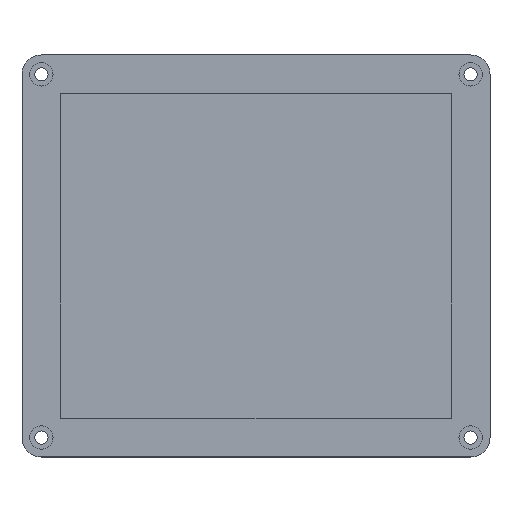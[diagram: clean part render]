
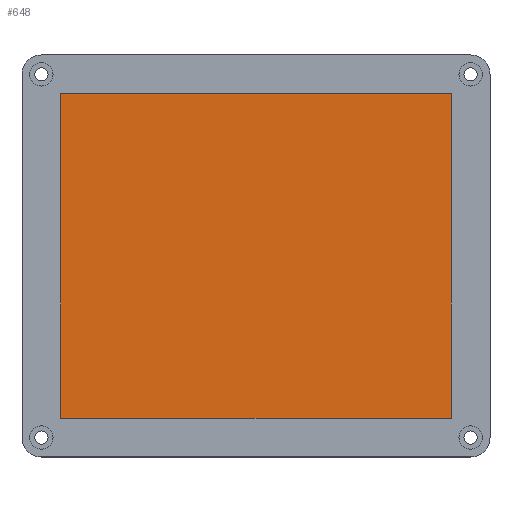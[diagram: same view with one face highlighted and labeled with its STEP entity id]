
A CAD part, top view. The second image highlights one B-rep face of the part: STEP entity #648.
In plain terms, the highlighted planar face has unit normal (0, 0, 1).
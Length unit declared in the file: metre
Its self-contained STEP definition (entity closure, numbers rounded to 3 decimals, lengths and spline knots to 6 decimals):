
#230=ORIENTED_EDGE('',*,*,#300,.F.);
#231=ORIENTED_EDGE('',*,*,#304,.F.);
#232=ORIENTED_EDGE('',*,*,#307,.T.);
#233=ORIENTED_EDGE('',*,*,#309,.T.);
#300=EDGE_CURVE('',#360,#361,#396,.T.);
#304=EDGE_CURVE('',#363,#360,#400,.T.);
#307=EDGE_CURVE('',#363,#365,#403,.T.);
#309=EDGE_CURVE('',#365,#361,#405,.T.);
#360=VERTEX_POINT('',#1154);
#361=VERTEX_POINT('',#1156);
#363=VERTEX_POINT('',#1162);
#365=VERTEX_POINT('',#1168);
#396=LINE('',#1155,#436);
#400=LINE('',#1163,#440);
#403=LINE('',#1169,#443);
#405=LINE('',#1172,#445);
#436=VECTOR('',#979,1.);
#440=VECTOR('',#985,1.);
#443=VECTOR('',#990,1.);
#445=VECTOR('',#994,1.);
#514=EDGE_LOOP('',(#230,#231,#232,#233));
#584=FACE_BOUND('',#514,.T.);
#608=PLANE('',#800);
#648=ADVANCED_FACE('',(#584),#608,.T.);
#800=AXIS2_PLACEMENT_3D('',#1173,#995,#996);
#979=DIRECTION('',(0.,1.,0.));
#985=DIRECTION('',(-1.,0.,0.));
#990=DIRECTION('',(0.,1.,0.));
#994=DIRECTION('',(-1.,0.,0.));
#995=DIRECTION('',(0.,0.,1.));
#996=DIRECTION('',(1.,0.,0.));
#1154=CARTESIAN_POINT('',(0.014,-0.0975,0.003));
#1155=CARTESIAN_POINT('',(0.014,-0.05575,0.003));
#1156=CARTESIAN_POINT('',(0.014,-0.014,0.003));
#1162=CARTESIAN_POINT('',(0.1145,-0.0975,0.003));
#1163=CARTESIAN_POINT('',(0.06425,-0.0975,0.003));
#1168=CARTESIAN_POINT('',(0.1145,-0.014,0.003));
#1169=CARTESIAN_POINT('',(0.1145,-0.05575,0.003));
#1172=CARTESIAN_POINT('',(0.06425,-0.014,0.003));
#1173=CARTESIAN_POINT('',(0.06425,-0.05575,0.003));
